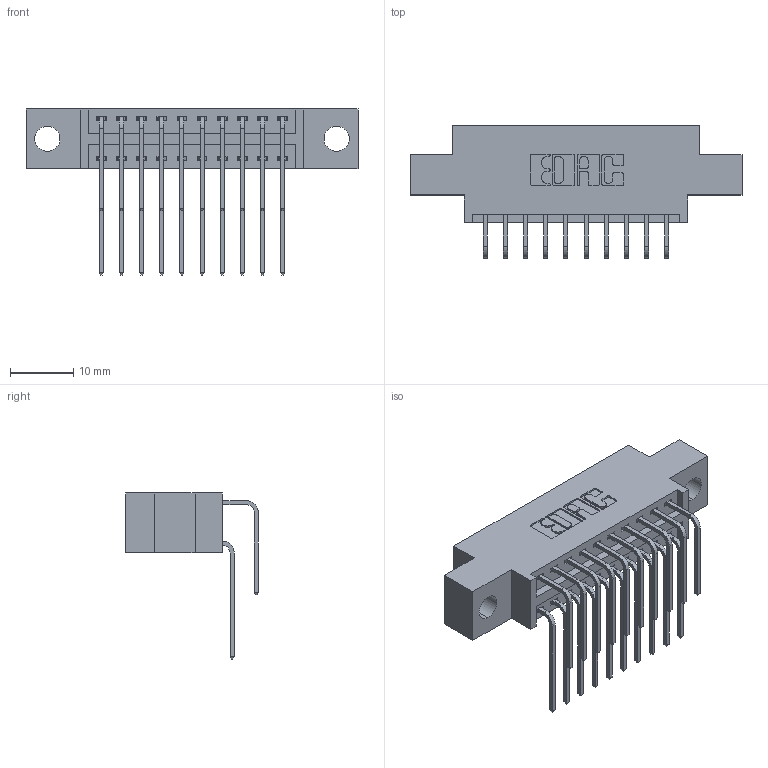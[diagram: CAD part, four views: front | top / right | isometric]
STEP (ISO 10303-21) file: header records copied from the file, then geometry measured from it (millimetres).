
FILE_DESCRIPTION (( 'STEP AP203' ), '1' );
FILE_NAME ('396-020-559-804.STEP', '2018-09-01T07:02:49', ( '' ), ( '' ), 'SwSTEP 2.0', 'SolidWorks 2016', '' );
FILE_SCHEMA (( 'CONFIG_CONTROL_DESIGN' ));
Length unit declared in the file: inch
Products named in the file (4): 346 Part_0.170 Offset - 0.156 Dia-TH; 345-292-001_558 559 Tail - 1; 345-292-001_559 Tail - 2; 396-020-559-804
Assembly tree (21 placements, depth 2):
  396-020-559-804
    346 Part_0.170 Offset - 0.156 Dia-TH
    345-292-001_558 559 Tail - 1  x10
    345-292-001_559 Tail - 2  x10
Bounding box: 52.32 x 20.89 x 26.16 mm (x, y, z)
Volume: 4726.6 mm3; surface area: 6540.5 mm2
Topology: 21 solids, 21 shells, 1206 faces, 3561 edges, 2346 vertices
Faces by surface type: plane 820, cylinder 386
Entity records: 12753 total; most frequent: CARTESIAN_POINT 2199, ORIENTED_EDGE 2082, DIRECTION 1961, EDGE_CURVE 1041, LINE 829, VECTOR 829, VERTEX_POINT 690, AXIS2_PLACEMENT_3D 566
